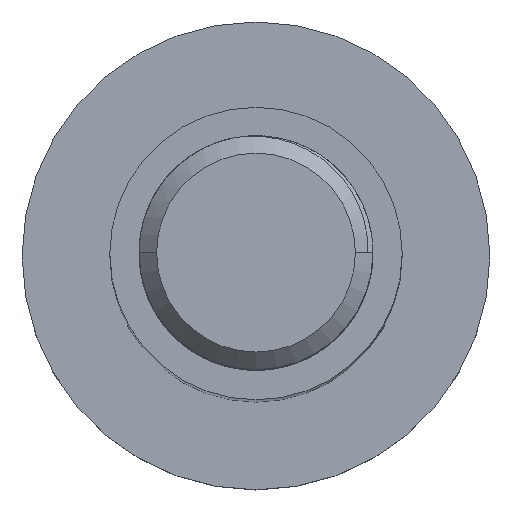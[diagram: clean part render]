
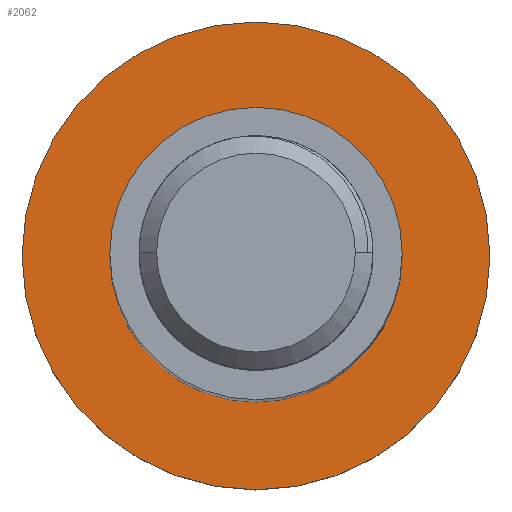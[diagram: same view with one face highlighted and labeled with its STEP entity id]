
A CAD part, top view. The second image highlights one B-rep face of the part: STEP entity #2062.
In plain terms, the highlighted planar face has unit normal (0, 0, 1).
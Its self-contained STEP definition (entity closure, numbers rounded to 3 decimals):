
#19=CARTESIAN_POINT('',(0.,0.,3.));
#20=DIRECTION('',(0.,0.,1.));
#21=DIRECTION('',(1.,0.,0.));
#22=AXIS2_PLACEMENT_3D('',#19,#20,#21);
#24=CARTESIAN_POINT('',(0.,0.,3.));
#25=DIRECTION('',(0.,0.,1.));
#26=DIRECTION('',(-1.,0.,0.));
#27=AXIS2_PLACEMENT_3D('',#24,#25,#26);
#29=CARTESIAN_POINT('',(0.,0.,3.));
#30=DIRECTION('',(0.,0.,1.));
#31=DIRECTION('',(1.,0.,0.));
#32=AXIS2_PLACEMENT_3D('',#29,#30,#31);
#34=CARTESIAN_POINT('',(0.,0.,3.));
#35=DIRECTION('',(0.,0.,1.));
#36=DIRECTION('',(-1.,0.,0.));
#37=AXIS2_PLACEMENT_3D('',#34,#35,#36);
#1883=CARTESIAN_POINT('',(8.,0.,3.));
#1884=CARTESIAN_POINT('',(-8.,0.,3.));
#1885=VERTEX_POINT('',#1883);
#1886=VERTEX_POINT('',#1884);
#1891=CARTESIAN_POINT('',(5.,0.,3.));
#1892=CARTESIAN_POINT('',(-5.,0.,3.));
#1893=VERTEX_POINT('',#1891);
#1894=VERTEX_POINT('',#1892);
#2047=CARTESIAN_POINT('',(0.,0.,3.));
#2048=DIRECTION('',(0.,0.,1.));
#2049=DIRECTION('',(1.,0.,0.));
#2050=AXIS2_PLACEMENT_3D('',#2047,#2048,#2049);
#2051=PLANE('',#2050);
#2052=ORIENTED_EDGE('',*,*,#2027,.F.);
#2053=ORIENTED_EDGE('',*,*,#2041,.F.);
#2054=EDGE_LOOP('',(#2052,#2053));
#2055=FACE_OUTER_BOUND('',#2054,.F.);
#2057=ORIENTED_EDGE('',*,*,#2056,.T.);
#2059=ORIENTED_EDGE('',*,*,#2058,.T.);
#2060=EDGE_LOOP('',(#2057,#2059));
#2061=FACE_BOUND('',#2060,.F.);
#2062=ADVANCED_FACE('',(#2055,#2061),#2051,.T.);
#23=CIRCLE('',#22,8.);
#28=CIRCLE('',#27,8.);
#33=CIRCLE('',#32,5.);
#38=CIRCLE('',#37,5.);
#2027=EDGE_CURVE('',#1885,#1886,#23,.T.);
#2041=EDGE_CURVE('',#1886,#1885,#28,.T.);
#2056=EDGE_CURVE('',#1893,#1894,#33,.T.);
#2058=EDGE_CURVE('',#1894,#1893,#38,.T.);
